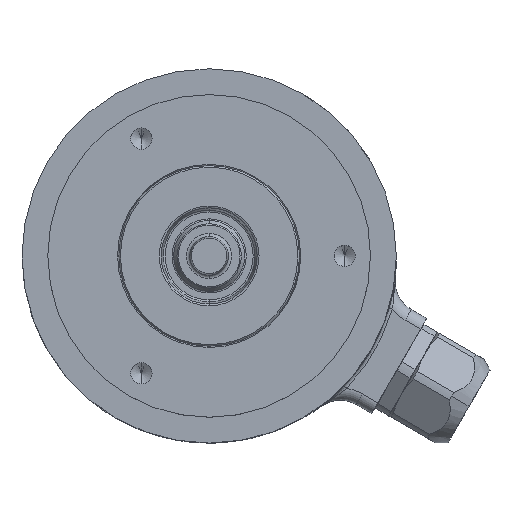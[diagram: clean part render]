
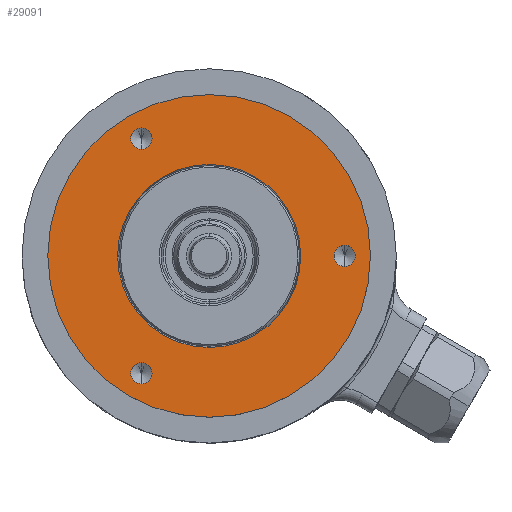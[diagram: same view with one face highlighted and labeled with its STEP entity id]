
A CAD part, top view. The second image highlights one B-rep face of the part: STEP entity #29091.
In plain terms, the highlighted planar face has unit normal (0, 0, 1).
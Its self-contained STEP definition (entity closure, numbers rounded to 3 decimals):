
#4127=CARTESIAN_POINT('',(0.,0.,27.));
#4128=DIRECTION('',(0.,0.,-1.));
#4129=DIRECTION('',(0.,1.,0.));
#4130=AXIS2_PLACEMENT_3D('',#4127,#4128,#4129);
#4132=CARTESIAN_POINT('',(0.,0.,27.));
#4133=DIRECTION('',(0.,0.,-1.));
#4134=DIRECTION('',(0.,-1.,0.));
#4135=AXIS2_PLACEMENT_3D('',#4132,#4133,#4134);
#4137=CARTESIAN_POINT('',(21.,0.,27.));
#4138=DIRECTION('',(0.,0.,1.));
#4139=DIRECTION('',(0.,-1.,0.));
#4140=AXIS2_PLACEMENT_3D('',#4137,#4138,#4139);
#4142=CARTESIAN_POINT('',(21.,0.,27.));
#4143=DIRECTION('',(0.,0.,1.));
#4144=DIRECTION('',(0.,1.,0.));
#4145=AXIS2_PLACEMENT_3D('',#4142,#4143,#4144);
#4147=CARTESIAN_POINT('',(-10.5,-18.187,27.));
#4148=DIRECTION('',(0.,0.,1.));
#4149=DIRECTION('',(0.,-1.,0.));
#4150=AXIS2_PLACEMENT_3D('',#4147,#4148,#4149);
#4152=CARTESIAN_POINT('',(-10.5,-18.187,27.));
#4153=DIRECTION('',(0.,0.,1.));
#4154=DIRECTION('',(0.,1.,0.));
#4155=AXIS2_PLACEMENT_3D('',#4152,#4153,#4154);
#4157=CARTESIAN_POINT('',(-10.5,18.187,27.));
#4158=DIRECTION('',(0.,0.,1.));
#4159=DIRECTION('',(0.,-1.,0.));
#4160=AXIS2_PLACEMENT_3D('',#4157,#4158,#4159);
#4162=CARTESIAN_POINT('',(-10.5,18.187,27.));
#4163=DIRECTION('',(0.,0.,1.));
#4164=DIRECTION('',(0.,1.,0.));
#4165=AXIS2_PLACEMENT_3D('',#4162,#4163,#4164);
#4172=CARTESIAN_POINT('',(0.,0.,27.));
#4173=DIRECTION('',(0.,0.,-1.));
#4174=DIRECTION('',(-1.,0.,0.));
#4175=AXIS2_PLACEMENT_3D('',#4172,#4173,#4174);
#4190=CARTESIAN_POINT('',(0.,0.,27.));
#4191=DIRECTION('',(0.,0.,-1.));
#4192=DIRECTION('',(1.,0.,0.));
#4193=AXIS2_PLACEMENT_3D('',#4190,#4191,#4192);
#23977=CARTESIAN_POINT('',(0.,25.,27.));
#23978=CARTESIAN_POINT('',(0.,-25.,27.));
#23979=VERTEX_POINT('',#23977);
#23980=VERTEX_POINT('',#23978);
#24183=CARTESIAN_POINT('',(14.188,0.,27.));
#24184=CARTESIAN_POINT('',(-14.188,0.,27.));
#24185=VERTEX_POINT('',#24183);
#24186=VERTEX_POINT('',#24184);
#24395=CARTESIAN_POINT('',(21.,-1.65,27.));
#24396=CARTESIAN_POINT('',(21.,1.65,27.));
#24397=VERTEX_POINT('',#24395);
#24398=VERTEX_POINT('',#24396);
#24405=CARTESIAN_POINT('',(-10.5,-19.837,27.));
#24406=CARTESIAN_POINT('',(-10.5,-16.537,27.));
#24407=VERTEX_POINT('',#24405);
#24408=VERTEX_POINT('',#24406);
#24415=CARTESIAN_POINT('',(-10.5,16.537,27.));
#24416=CARTESIAN_POINT('',(-10.5,19.837,27.));
#24417=VERTEX_POINT('',#24415);
#24418=VERTEX_POINT('',#24416);
#29057=CARTESIAN_POINT('',(0.,0.,27.));
#29058=DIRECTION('',(0.,0.,1.));
#29059=DIRECTION('',(1.,0.,0.));
#29060=AXIS2_PLACEMENT_3D('',#29057,#29058,#29059);
#29061=PLANE('',#29060);
#29063=ORIENTED_EDGE('',*,*,#29062,.T.);
#29064=ORIENTED_EDGE('',*,*,#29047,.T.);
#29065=EDGE_LOOP('',(#29063,#29064));
#29066=FACE_OUTER_BOUND('',#29065,.F.);
#29068=ORIENTED_EDGE('',*,*,#29067,.F.);
#29070=ORIENTED_EDGE('',*,*,#29069,.F.);
#29071=EDGE_LOOP('',(#29068,#29070));
#29072=FACE_BOUND('',#29071,.F.);
#29074=ORIENTED_EDGE('',*,*,#29073,.T.);
#29076=ORIENTED_EDGE('',*,*,#29075,.T.);
#29077=EDGE_LOOP('',(#29074,#29076));
#29078=FACE_BOUND('',#29077,.F.);
#29080=ORIENTED_EDGE('',*,*,#29079,.T.);
#29082=ORIENTED_EDGE('',*,*,#29081,.T.);
#29083=EDGE_LOOP('',(#29080,#29082));
#29084=FACE_BOUND('',#29083,.F.);
#29086=ORIENTED_EDGE('',*,*,#29085,.T.);
#29088=ORIENTED_EDGE('',*,*,#29087,.T.);
#29089=EDGE_LOOP('',(#29086,#29088));
#29090=FACE_BOUND('',#29089,.F.);
#4131=CIRCLE('',#4130,25.);
#4136=CIRCLE('',#4135,25.);
#4141=CIRCLE('',#4140,1.65);
#4146=CIRCLE('',#4145,1.65);
#4151=CIRCLE('',#4150,1.65);
#4156=CIRCLE('',#4155,1.65);
#4161=CIRCLE('',#4160,1.65);
#4166=CIRCLE('',#4165,1.65);
#4176=CIRCLE('',#4175,14.188);
#4194=CIRCLE('',#4193,14.188);
#29047=EDGE_CURVE('',#23980,#23979,#4136,.T.);
#29062=EDGE_CURVE('',#23979,#23980,#4131,.T.);
#29067=EDGE_CURVE('',#24186,#24185,#4176,.T.);
#29069=EDGE_CURVE('',#24185,#24186,#4194,.T.);
#29073=EDGE_CURVE('',#24397,#24398,#4141,.T.);
#29075=EDGE_CURVE('',#24398,#24397,#4146,.T.);
#29079=EDGE_CURVE('',#24407,#24408,#4151,.T.);
#29081=EDGE_CURVE('',#24408,#24407,#4156,.T.);
#29085=EDGE_CURVE('',#24417,#24418,#4161,.T.);
#29087=EDGE_CURVE('',#24418,#24417,#4166,.T.);
#29091=ADVANCED_FACE('',(#29066,#29072,#29078,#29084,#29090),#29061,.T.);
